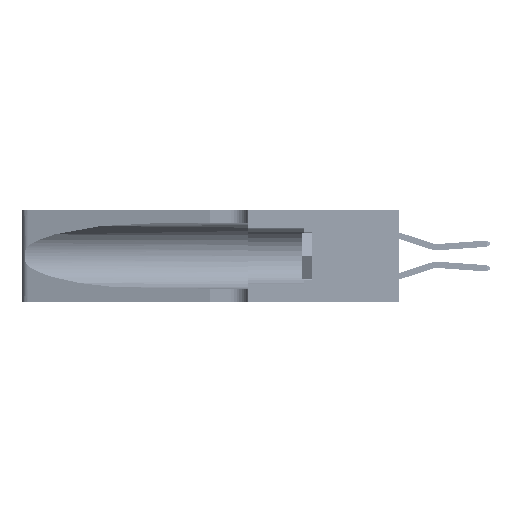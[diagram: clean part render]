
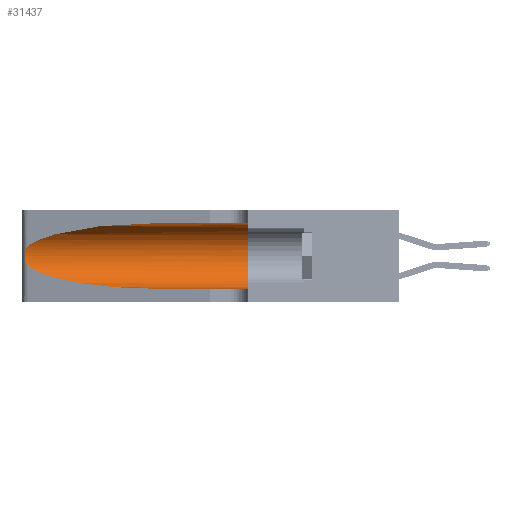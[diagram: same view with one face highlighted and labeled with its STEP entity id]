
A CAD part, left-side view. The second image highlights one B-rep face of the part: STEP entity #31437.
In plain terms, the highlighted cylindrical face has radius 3.308 mm (diameter 6.617 mm), a partial arc.
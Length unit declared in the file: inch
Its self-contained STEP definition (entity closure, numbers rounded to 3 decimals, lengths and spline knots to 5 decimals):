
#41 = EDGE_CURVE ( 'NONE', #15311, #9802, #695, .T. ) ;
#695 = B_SPLINE_CURVE_WITH_KNOTS ( 'NONE', 3,
 ( #49098, #41524, #14917, #26517, #3361, #30365, #7287, #34123, #11194, #37909, #15082, #41674, #18997, #45496 ),
 .UNSPECIFIED., .F., .F.,
 ( 4, 2, 2, 2, 2, 2, 4 ),
 ( 0., 0.00027, 0.00053, 0.00107, 0.0016, 0.00187, 0.00214 ),
 .UNSPECIFIED. ) ;
#1244 = EDGE_CURVE ( 'NONE', #41984, #15311, #32846, .T. ) ;
#1613 = ORIENTED_EDGE ( 'NONE', *, *, #6495, .F. ) ;
#2180 = CARTESIAN_POINT ( 'NONE',  ( 0.18966, 0.96281, 0.05475 ) ) ;
#2456 = EDGE_CURVE ( 'NONE', #28335, #41314, #36689, .T. ) ;
#3361 = CARTESIAN_POINT ( 'NONE',  ( 0.25854, 1.2359, 0.20912 ) ) ;
#4712 = CARTESIAN_POINT ( 'NONE',  ( 0.18966, 0.96281, 0.31525 ) ) ;
#5630 = DIRECTION ( 'NONE',  ( 0., -1., 0. ) ) ;
#6495 = EDGE_CURVE ( 'NONE', #41984, #31655, #8117, .T. ) ;
#6704 = AXIS2_PLACEMENT_3D ( 'NONE', #8949, #35716, #12850 ) ;
#6891 = VECTOR ( 'NONE', #22626, 39.37008 ) ;
#7287 = CARTESIAN_POINT ( 'NONE',  ( 0.26075, 1.23896, 0.19203 ) ) ;
#7330 = VECTOR ( 'NONE', #27072, 39.37008 ) ;
#8117 = LINE ( 'NONE', #22457, #6891 ) ;
#8248 = CARTESIAN_POINT ( 'NONE',  ( 0.25487, 1.22718, 0.14631 ) ) ;
#8643 = CARTESIAN_POINT ( 'NONE',  ( 0.2373, 1.15595, 0.28018 ) ) ;
#8949 = CARTESIAN_POINT ( 'NONE',  ( 0.1305, 0.35, 0.185 ) ) ;
#9802 = VERTEX_POINT ( 'NONE', #8248 ) ;
#10327 = CARTESIAN_POINT ( 'NONE',  ( 0.1305, 0.72297, 0.31525 ) ) ;
#11194 = CARTESIAN_POINT ( 'NONE',  ( 0.26017, 1.23833, 0.17102 ) ) ;
#12850 = DIRECTION ( 'NONE',  ( 0., 0., 1. ) ) ;
#13449 = DIRECTION ( 'NONE',  ( 0., 0., -1. ) ) ;
#13523 = FACE_OUTER_BOUND ( 'NONE', #36523, .T. ) ;
#14013 = CARTESIAN_POINT ( 'NONE',  ( 0.1305, 1.61858, 0.05475 ) ) ;
#14917 = CARTESIAN_POINT ( 'NONE',  ( 0.25639, 1.23184, 0.21858 ) ) ;
#14957 = EDGE_CURVE ( 'NONE', #31655, #41314, #38800, .T. ) ;
#15082 = CARTESIAN_POINT ( 'NONE',  ( 0.25789, 1.23486, 0.15765 ) ) ;
#15311 = VERTEX_POINT ( 'NONE', #18437 ) ;
#18437 = CARTESIAN_POINT ( 'NONE',  ( 0.25487, 1.22718, 0.22369 ) ) ;
#18531 = CARTESIAN_POINT ( 'NONE',  ( 0.1305, 0.35, 0.31525 ) ) ;
#18997 = CARTESIAN_POINT ( 'NONE',  ( 0.25555, 1.22993, 0.14849 ) ) ;
#21529 = CARTESIAN_POINT ( 'NONE',  ( 0.25487, 1.22718, 0.14631 ) ) ;
#22457 = CARTESIAN_POINT ( 'NONE',  ( 0.1305, 1.61858, 0.31525 ) ) ;
#22626 = DIRECTION ( 'NONE',  ( 0., -1., 0. ) ) ;
#24659 = CARTESIAN_POINT ( 'NONE',  ( 0.1305, 0.72297, 0.05475 ) ) ;
#25385 = CARTESIAN_POINT ( 'NONE',  ( 0.2373, 1.15595, 0.08982 ) ) ;
#26517 = CARTESIAN_POINT ( 'NONE',  ( 0.25787, 1.23484, 0.2124 ) ) ;
#27072 = DIRECTION ( 'NONE',  ( 0., -1., 0. ) ) ;
#28335 = VERTEX_POINT ( 'NONE', #24659 ) ;
#29258 = CARTESIAN_POINT ( 'NONE',  ( 0.1305, 0.72297, 0.05475 ) ) ;
#29594 = EDGE_CURVE ( 'NONE', #9802, #28335, #37970, .T. ) ;
#30365 = CARTESIAN_POINT ( 'NONE',  ( 0.26018, 1.23835, 0.19895 ) ) ;
#31437 = ADVANCED_FACE ( 'NONE', ( #13523 ), #32680, .F. ) ;
#31655 = VERTEX_POINT ( 'NONE', #18531 ) ;
#32680 = CYLINDRICAL_SURFACE ( 'NONE', #47249, 0.13025 ) ;
#32846 =( BOUNDED_CURVE ( )  B_SPLINE_CURVE ( 3, ( #46612, #4712, #8643, #35398 ),
 .UNSPECIFIED., .F., .F. ) 
 B_SPLINE_CURVE_WITH_KNOTS ( ( 4, 4 ),
 ( 1.5708, 2.84003 ),
 .UNSPECIFIED. ) 
 CURVE ( )  GEOMETRIC_REPRESENTATION_ITEM ( )  RATIONAL_B_SPLINE_CURVE ( ( 1., 0.87, 0.87, 1. ) ) 
 REPRESENTATION_ITEM ( '' )  );
#33629 = CARTESIAN_POINT ( 'NONE',  ( 0.1305, 0.35, 0.05475 ) ) ;
#33717 = ORIENTED_EDGE ( 'NONE', *, *, #14957, .F. ) ;
#34123 = CARTESIAN_POINT ( 'NONE',  ( 0.26075, 1.23896, 0.178 ) ) ;
#35398 = CARTESIAN_POINT ( 'NONE',  ( 0.25487, 1.22718, 0.22369 ) ) ;
#35716 = DIRECTION ( 'NONE',  ( 0., 1., 0. ) ) ;
#36311 = CARTESIAN_POINT ( 'NONE',  ( 0.1305, 1.61858, 0.185 ) ) ;
#36523 = EDGE_LOOP ( 'NONE', ( #41677, #43096, #43954, #48863, #33717, #1613 ) ) ;
#36689 = LINE ( 'NONE', #14013, #7330 ) ;
#37909 = CARTESIAN_POINT ( 'NONE',  ( 0.25856, 1.23593, 0.16098 ) ) ;
#37970 =( BOUNDED_CURVE ( )  B_SPLINE_CURVE ( 3, ( #21529, #25385, #2180, #29258 ),
 .UNSPECIFIED., .F., .F. ) 
 B_SPLINE_CURVE_WITH_KNOTS ( ( 4, 4 ),
 ( 3.44316, 4.71239 ),
 .UNSPECIFIED. ) 
 CURVE ( )  GEOMETRIC_REPRESENTATION_ITEM ( )  RATIONAL_B_SPLINE_CURVE ( ( 1., 0.87, 0.87, 1. ) ) 
 REPRESENTATION_ITEM ( '' )  );
#38800 = CIRCLE ( 'NONE', #6704, 0.13025 ) ;
#41314 = VERTEX_POINT ( 'NONE', #33629 ) ;
#41524 = CARTESIAN_POINT ( 'NONE',  ( 0.25555, 1.22994, 0.2215 ) ) ;
#41674 = CARTESIAN_POINT ( 'NONE',  ( 0.25639, 1.23186, 0.15144 ) ) ;
#41677 = ORIENTED_EDGE ( 'NONE', *, *, #1244, .T. ) ;
#41984 = VERTEX_POINT ( 'NONE', #10327 ) ;
#43096 = ORIENTED_EDGE ( 'NONE', *, *, #41, .T. ) ;
#43954 = ORIENTED_EDGE ( 'NONE', *, *, #29594, .T. ) ;
#45496 = CARTESIAN_POINT ( 'NONE',  ( 0.25487, 1.22718, 0.14631 ) ) ;
#46612 = CARTESIAN_POINT ( 'NONE',  ( 0.1305, 0.72297, 0.31525 ) ) ;
#47249 = AXIS2_PLACEMENT_3D ( 'NONE', #36311, #5630, #13449 ) ;
#48863 = ORIENTED_EDGE ( 'NONE', *, *, #2456, .T. ) ;
#49098 = CARTESIAN_POINT ( 'NONE',  ( 0.25487, 1.22718, 0.22369 ) ) ;
